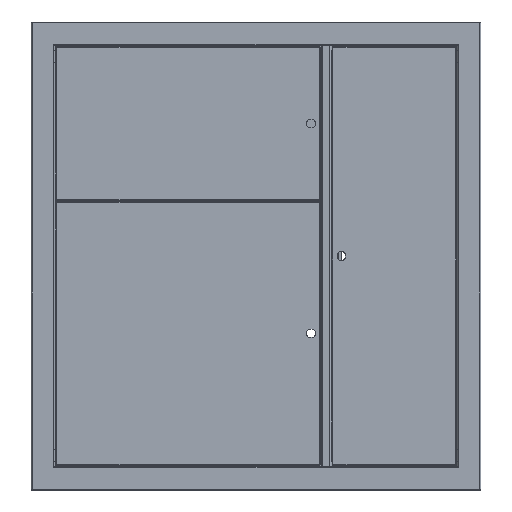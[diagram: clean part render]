
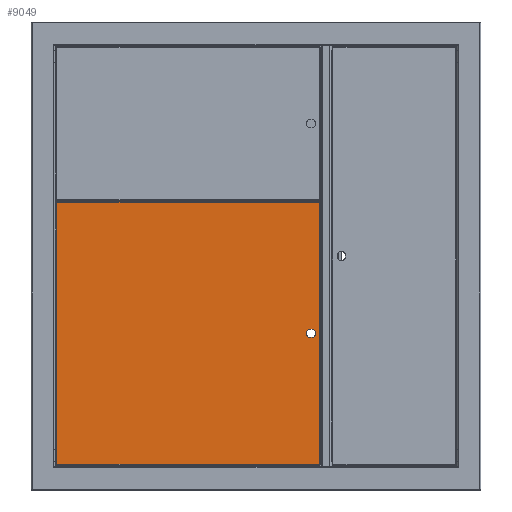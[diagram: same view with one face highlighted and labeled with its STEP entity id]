
A CAD part, top view. The second image highlights one B-rep face of the part: STEP entity #9049.
In plain terms, the highlighted planar face has unit normal (0, 0, 1).
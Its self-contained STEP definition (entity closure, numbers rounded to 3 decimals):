
#9049=ADVANCED_FACE('',(#24228,#24230),#24232,.T.);
#24228=FACE_BOUND('',#24229,.T.);
#24229=EDGE_LOOP('',(#37355,#37356,#37357,#37358));
#24230=FACE_BOUND('',#24231,.T.);
#24231=EDGE_LOOP('',(#37359,#37360,#37361,#37362));
#24232=PLANE('',#24233);
#24233=AXIS2_PLACEMENT_3D('',#24234,#24235,#24236);
#24234=CARTESIAN_POINT('',(0.,0.,0.));
#24235=DIRECTION('',(0.,0.,1.));
#24236=DIRECTION('',(1.,0.,0.));
#37355=ORIENTED_EDGE('',*,*,#44174,.T.);
#37356=ORIENTED_EDGE('',*,*,#44311,.T.);
#37357=ORIENTED_EDGE('',*,*,#44312,.T.);
#37358=ORIENTED_EDGE('',*,*,#44313,.T.);
#37359=ORIENTED_EDGE('',*,*,#44314,.T.);
#37360=ORIENTED_EDGE('',*,*,#44315,.T.);
#37361=ORIENTED_EDGE('',*,*,#44316,.T.);
#37362=ORIENTED_EDGE('',*,*,#44317,.T.);
#44174=EDGE_CURVE('',#49582,#49579,#49583,.T.);
#44311=EDGE_CURVE('',#49579,#49672,#49805,.T.);
#44312=EDGE_CURVE('',#49672,#49806,#49807,.T.);
#44313=EDGE_CURVE('',#49806,#49582,#49808,.T.);
#44314=EDGE_CURVE('',#49809,#49810,#49811,.F.);
#44315=EDGE_CURVE('',#49810,#49812,#49813,.F.);
#44316=EDGE_CURVE('',#49812,#49814,#49815,.F.);
#44317=EDGE_CURVE('',#49814,#49809,#49816,.F.);
#49579=VERTEX_POINT('',#60939);
#49582=VERTEX_POINT('',#60994);
#49583=LINE('',#60995,#60996);
#49672=VERTEX_POINT('',#61256);
#49805=LINE('',#61630,#61631);
#49806=VERTEX_POINT('',#61633);
#49807=LINE('',#61634,#61635);
#49808=LINE('',#61637,#61638);
#49809=VERTEX_POINT('',#61640);
#49810=VERTEX_POINT('',#61641);
#49811=CIRCLE('',#61642,9.75);
#49812=VERTEX_POINT('',#61646);
#49813=LINE('',#61647,#61648);
#49814=VERTEX_POINT('',#61650);
#49815=CIRCLE('',#61651,9.75);
#49816=LINE('',#61655,#61656);
#60939=CARTESIAN_POINT('',(135.5,-385.5,0.));
#60994=CARTESIAN_POINT('',(135.5,-945.5,0.));
#60995=CARTESIAN_POINT('',(135.5,-945.5,0.));
#60996=VECTOR('',#60997,1.);
#60997=DIRECTION('',(0.,1.,0.));
#61256=CARTESIAN_POINT('',(-425.5,-385.5,0.));
#61630=CARTESIAN_POINT('',(135.5,-385.5,0.));
#61631=VECTOR('',#61632,1.);
#61632=DIRECTION('',(-1.,0.,0.));
#61633=CARTESIAN_POINT('',(-425.5,-945.5,0.));
#61634=CARTESIAN_POINT('',(-425.5,-385.5,0.));
#61635=VECTOR('',#61636,1.);
#61636=DIRECTION('',(0.,-1.,0.));
#61637=CARTESIAN_POINT('',(-425.5,-945.5,0.));
#61638=VECTOR('',#61639,1.);
#61639=DIRECTION('',(1.,0.,0.));
#61640=CARTESIAN_POINT('',(122.276,-657.,0.));
#61641=CARTESIAN_POINT('',(122.276,-674.,0.));
#61642=AXIS2_PLACEMENT_3D('',#61643,#61644,#61645);
#61643=CARTESIAN_POINT('',(117.5,-665.5,0.));
#61644=DIRECTION('',(0.,0.,1.));
#61645=DIRECTION('',(0.49,-0.872,0.));
#61646=CARTESIAN_POINT('',(112.724,-674.,0.));
#61647=CARTESIAN_POINT('',(112.724,-674.,0.));
#61648=VECTOR('',#61649,1.);
#61649=DIRECTION('',(1.,0.,0.));
#61650=CARTESIAN_POINT('',(112.724,-657.,0.));
#61651=AXIS2_PLACEMENT_3D('',#61652,#61653,#61654);
#61652=CARTESIAN_POINT('',(117.5,-665.5,0.));
#61653=DIRECTION('',(0.,0.,1.));
#61654=DIRECTION('',(-0.49,0.872,0.));
#61655=CARTESIAN_POINT('',(122.276,-657.,0.));
#61656=VECTOR('',#61657,1.);
#61657=DIRECTION('',(-1.,0.,0.));
